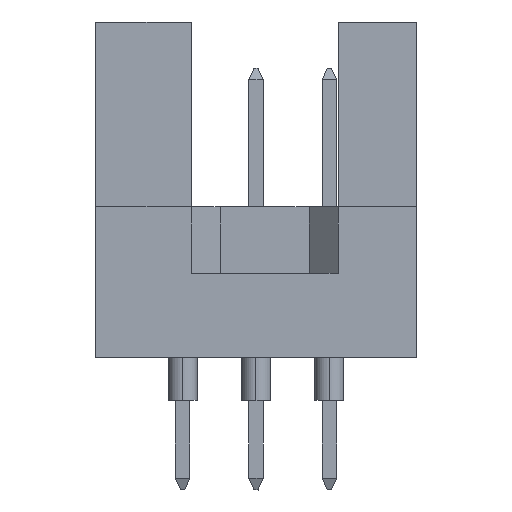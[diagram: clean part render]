
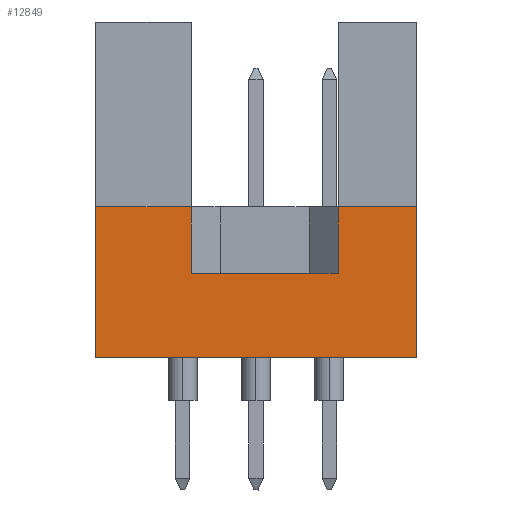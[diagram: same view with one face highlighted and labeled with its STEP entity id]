
A CAD part, left-side view. The second image highlights one B-rep face of the part: STEP entity #12849.
In plain terms, the highlighted planar face has unit normal (-1, 0, 0).
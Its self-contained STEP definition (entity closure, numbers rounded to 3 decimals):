
#110 = LINE ( 'NONE', #8773, #11025 ) ;
#681 = ORIENTED_EDGE ( 'NONE', *, *, #4608, .F. ) ;
#749 = CARTESIAN_POINT ( 'NONE',  ( -47.5, 0., 0. ) ) ;
#806 = ORIENTED_EDGE ( 'NONE', *, *, #9683, .T. ) ;
#1052 = LINE ( 'NONE', #5384, #17564 ) ;
#1192 = DIRECTION ( 'NONE',  ( 0., 0., 1. ) ) ;
#1614 = DIRECTION ( 'NONE',  ( 0., -1., 0. ) ) ;
#1760 = CARTESIAN_POINT ( 'NONE',  ( -47.5, 0., 5.2 ) ) ;
#1842 = CARTESIAN_POINT ( 'NONE',  ( -47.5, 11.1, 0. ) ) ;
#2070 = VECTOR ( 'NONE', #14364, 1000. ) ;
#2139 = ORIENTED_EDGE ( 'NONE', *, *, #17554, .T. ) ;
#2175 = LINE ( 'NONE', #18090, #14361 ) ;
#2817 = LINE ( 'NONE', #5654, #2070 ) ;
#4096 = VERTEX_POINT ( 'NONE', #9831 ) ;
#4387 = ORIENTED_EDGE ( 'NONE', *, *, #13752, .T. ) ;
#4608 = EDGE_CURVE ( 'NONE', #5964, #14549, #2817, .T. ) ;
#4747 = EDGE_CURVE ( 'NONE', #5668, #12948, #13115, .T. ) ;
#5384 = CARTESIAN_POINT ( 'NONE',  ( -47.5, 11.1, 5.2 ) ) ;
#5430 = LINE ( 'NONE', #18510, #16314 ) ;
#5654 = CARTESIAN_POINT ( 'NONE',  ( -47.5, 2.71, 2.9 ) ) ;
#5668 = VERTEX_POINT ( 'NONE', #12614 ) ;
#5796 = EDGE_LOOP ( 'NONE', ( #8677, #2139, #10529, #17796, #806, #4387, #9502, #681 ) ) ;
#5964 = VERTEX_POINT ( 'NONE', #9362 ) ;
#6206 = CARTESIAN_POINT ( 'NONE',  ( -47.5, 11.1, 5.2 ) ) ;
#6353 = VECTOR ( 'NONE', #7806, 1000. ) ;
#6641 = LINE ( 'NONE', #9750, #17540 ) ;
#7404 = DIRECTION ( 'NONE',  ( 1., 0., 0. ) ) ;
#7588 = DIRECTION ( 'NONE',  ( 0., 0., -1. ) ) ;
#7787 = VERTEX_POINT ( 'NONE', #14104 ) ;
#7806 = DIRECTION ( 'NONE',  ( 0., 0., 1. ) ) ;
#8677 = ORIENTED_EDGE ( 'NONE', *, *, #9518, .F. ) ;
#8691 = VECTOR ( 'NONE', #8944, 1000. ) ;
#8711 = CARTESIAN_POINT ( 'NONE',  ( -47.5, 2.71, 5.2 ) ) ;
#8773 = CARTESIAN_POINT ( 'NONE',  ( -47.5, 7.79, 2.9 ) ) ;
#8944 = DIRECTION ( 'NONE',  ( 0., -1., 0. ) ) ;
#9362 = CARTESIAN_POINT ( 'NONE',  ( -47.5, 2.71, 2.9 ) ) ;
#9463 = CARTESIAN_POINT ( 'NONE',  ( -47.5, 11.1, 0. ) ) ;
#9502 = ORIENTED_EDGE ( 'NONE', *, *, #11284, .F. ) ;
#9518 = EDGE_CURVE ( 'NONE', #4096, #5964, #110, .T. ) ;
#9683 = EDGE_CURVE ( 'NONE', #10675, #7787, #2175, .T. ) ;
#9750 = CARTESIAN_POINT ( 'NONE',  ( -47.5, 7.79, 2.9 ) ) ;
#9831 = CARTESIAN_POINT ( 'NONE',  ( -47.5, 7.79, 2.9 ) ) ;
#10529 = ORIENTED_EDGE ( 'NONE', *, *, #4747, .F. ) ;
#10663 = DIRECTION ( 'NONE',  ( 0., -1., 0. ) ) ;
#10675 = VERTEX_POINT ( 'NONE', #9463 ) ;
#10930 = LINE ( 'NONE', #749, #6353 ) ;
#11025 = VECTOR ( 'NONE', #1614, 1000. ) ;
#11079 = DIRECTION ( 'NONE',  ( 0., 0., 1. ) ) ;
#11262 = AXIS2_PLACEMENT_3D ( 'NONE', #1842, #7404, #7588 ) ;
#11284 = EDGE_CURVE ( 'NONE', #14549, #17140, #1052, .T. ) ;
#12129 = CARTESIAN_POINT ( 'NONE',  ( -47.5, 7.79, 5.2 ) ) ;
#12614 = CARTESIAN_POINT ( 'NONE',  ( -47.5, 11.1, 5.2 ) ) ;
#12849 = ADVANCED_FACE ( 'NONE', ( #14798 ), #14617, .F. ) ;
#12948 = VERTEX_POINT ( 'NONE', #12129 ) ;
#13115 = LINE ( 'NONE', #6206, #8691 ) ;
#13752 = EDGE_CURVE ( 'NONE', #7787, #17140, #10930, .T. ) ;
#14104 = CARTESIAN_POINT ( 'NONE',  ( -47.5, 0., 0. ) ) ;
#14361 = VECTOR ( 'NONE', #10663, 1000. ) ;
#14364 = DIRECTION ( 'NONE',  ( 0., 0., 1. ) ) ;
#14549 = VERTEX_POINT ( 'NONE', #8711 ) ;
#14617 = PLANE ( 'NONE',  #11262 ) ;
#14798 = FACE_OUTER_BOUND ( 'NONE', #5796, .T. ) ;
#16314 = VECTOR ( 'NONE', #1192, 1000. ) ;
#17140 = VERTEX_POINT ( 'NONE', #1760 ) ;
#17271 = EDGE_CURVE ( 'NONE', #10675, #5668, #5430, .T. ) ;
#17309 = DIRECTION ( 'NONE',  ( 0., -1., 0. ) ) ;
#17540 = VECTOR ( 'NONE', #11079, 1000. ) ;
#17554 = EDGE_CURVE ( 'NONE', #4096, #12948, #6641, .T. ) ;
#17564 = VECTOR ( 'NONE', #17309, 1000. ) ;
#17796 = ORIENTED_EDGE ( 'NONE', *, *, #17271, .F. ) ;
#18090 = CARTESIAN_POINT ( 'NONE',  ( -47.5, 11.1, 0. ) ) ;
#18510 = CARTESIAN_POINT ( 'NONE',  ( -47.5, 11.1, 0. ) ) ;
